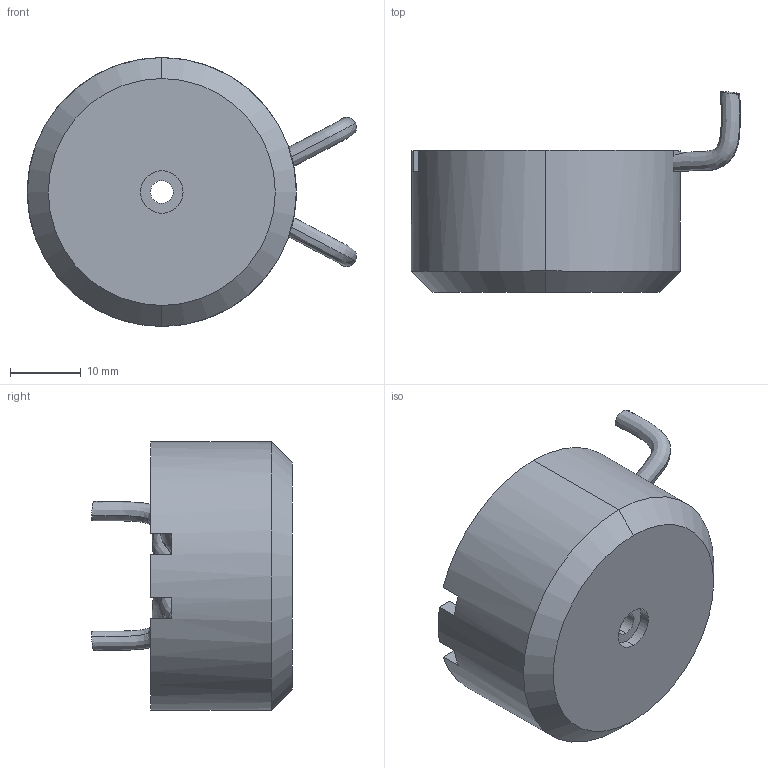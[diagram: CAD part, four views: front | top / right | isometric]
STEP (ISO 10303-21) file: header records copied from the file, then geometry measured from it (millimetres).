
FILE_DESCRIPTION (( 'STEP AP214' ), '1' );
FILE_NAME ('籐闃鼫錪 38.STEP', '2024-04-24T08:07:28', ( '' ), ( '' ), 'SwSTEP 2.0', 'SolidWorks 2024', '' );
FILE_SCHEMA (( 'AUTOMOTIVE_DESIGN' ));
Length unit declared in the file: millimetre
Products named in the file (4): Part1^Дроссель 38; Корыто дросселя; Дроссель 38; Феррит 25х15х10,5
Assembly tree (4 placements, depth 2):
  Дроссель 38
    Корыто дросселя
    Феррит 25х15х10,5
    Part1^Дроссель 38  x2
Bounding box: 46.53 x 28.34 x 38 mm (x, y, z)
Volume: 13514.3 mm3; surface area: 12597.5 mm2
Topology: 15 solids, 15 shells, 236 faces, 486 edges, 258 vertices
Faces by surface type: bspline 136, cylinder 58, plane 24, torus 16, cone 2
Entity records: 15782 total; most frequent: CARTESIAN_POINT 9591, ORIENTED_EDGE 960, DIRECTION 678, EDGE_CURVE 480, AXIS2_PLACEMENT_3D 293, VERTEX_POINT 254, EDGE_LOOP 236, FACE_OUTER_BOUND 232
